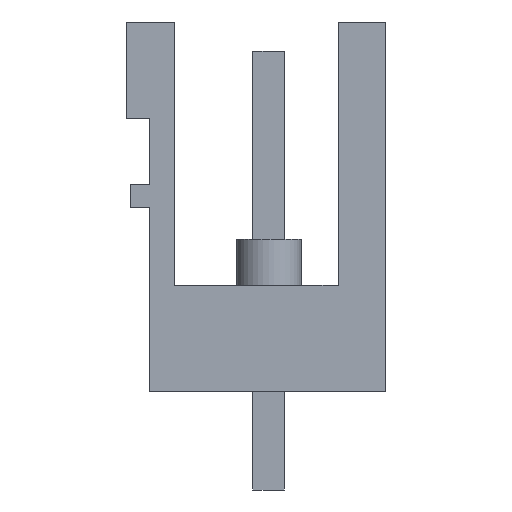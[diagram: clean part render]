
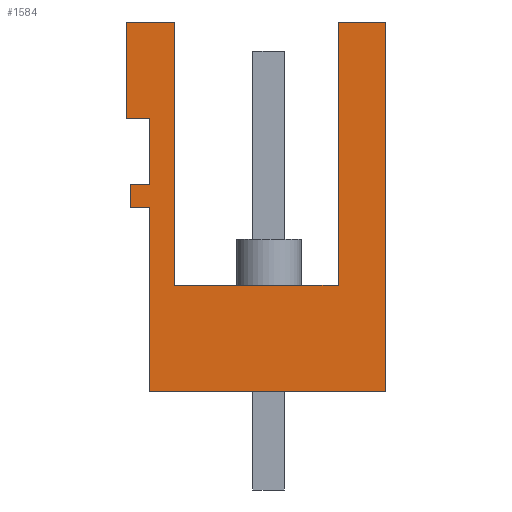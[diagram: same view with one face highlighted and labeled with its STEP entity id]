
A CAD part, left-side view. The second image highlights one B-rep face of the part: STEP entity #1584.
In plain terms, the highlighted planar face has unit normal (-1, 0, 0).
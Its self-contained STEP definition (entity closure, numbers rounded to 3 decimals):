
#1484=AXIS2_PLACEMENT_3D('Plane Axis2P3D',#1481,#1482,#1483) ;
#383=CARTESIAN_POINT('Vertex',(0.,7.68,3.2)) ;
#386=CARTESIAN_POINT('Line Origine',(0.,7.68,6.19)) ;
#390=CARTESIAN_POINT('Vertex',(0.,7.68,9.181)) ;
#1465=CARTESIAN_POINT('Vertex',(0.,0.,3.2)) ;
#1468=CARTESIAN_POINT('Line Origine',(0.,3.84,3.2)) ;
#1481=CARTESIAN_POINT('Axis2P3D Location',(0.,8.43,1.7)) ;
#1486=CARTESIAN_POINT('Line Origine',(0.,0.,9.2)) ;
#1490=CARTESIAN_POINT('Vertex',(0.,0.,15.2)) ;
#1493=CARTESIAN_POINT('Line Origine',(0.,0.775,15.2)) ;
#1497=CARTESIAN_POINT('Vertex',(0.,1.55,15.2)) ;
#1500=CARTESIAN_POINT('Line Origine',(0.,1.55,10.925)) ;
#1504=CARTESIAN_POINT('Vertex',(0.,1.55,6.65)) ;
#1507=CARTESIAN_POINT('Line Origine',(0.,4.206,6.65)) ;
#1511=CARTESIAN_POINT('Vertex',(0.,6.863,6.65)) ;
#1514=CARTESIAN_POINT('Line Origine',(0.,6.863,10.925)) ;
#1518=CARTESIAN_POINT('Vertex',(0.,6.863,15.2)) ;
#1521=CARTESIAN_POINT('Line Origine',(0.,7.647,15.2)) ;
#1525=CARTESIAN_POINT('Vertex',(0.,8.43,15.2)) ;
#1528=CARTESIAN_POINT('Line Origine',(0.,8.43,13.64)) ;
#1532=CARTESIAN_POINT('Vertex',(0.,8.43,12.08)) ;
#1535=CARTESIAN_POINT('Line Origine',(0.,8.055,12.08)) ;
#1539=CARTESIAN_POINT('Vertex',(0.,7.68,12.08)) ;
#1542=CARTESIAN_POINT('Line Origine',(0.,7.68,11.005)) ;
#1546=CARTESIAN_POINT('Vertex',(0.,7.68,9.93)) ;
#1549=CARTESIAN_POINT('Line Origine',(0.,7.99,9.93)) ;
#1553=CARTESIAN_POINT('Vertex',(0.,8.3,9.93)) ;
#1556=CARTESIAN_POINT('Line Origine',(0.,8.3,9.555)) ;
#1560=CARTESIAN_POINT('Vertex',(0.,8.3,9.181)) ;
#1563=CARTESIAN_POINT('Line Origine',(0.,7.99,9.181)) ;
#387=DIRECTION('Vector Direction',(0.,0.,-1.)) ;
#1469=DIRECTION('Vector Direction',(0.,-1.,0.)) ;
#1482=DIRECTION('Axis2P3D Direction',(-1.,0.,0.)) ;
#1483=DIRECTION('Axis2P3D XDirection',(0.,1.,0.)) ;
#1487=DIRECTION('Vector Direction',(0.,0.,1.)) ;
#1494=DIRECTION('Vector Direction',(0.,1.,0.)) ;
#1501=DIRECTION('Vector Direction',(0.,0.,-1.)) ;
#1508=DIRECTION('Vector Direction',(0.,1.,0.)) ;
#1515=DIRECTION('Vector Direction',(0.,0.,1.)) ;
#1522=DIRECTION('Vector Direction',(0.,1.,0.)) ;
#1529=DIRECTION('Vector Direction',(0.,0.,-1.)) ;
#1536=DIRECTION('Vector Direction',(0.,-1.,0.)) ;
#1543=DIRECTION('Vector Direction',(0.,0.,-1.)) ;
#1550=DIRECTION('Vector Direction',(0.,1.,0.)) ;
#1557=DIRECTION('Vector Direction',(0.,0.,-1.)) ;
#1564=DIRECTION('Vector Direction',(0.,-1.,0.)) ;
#388=VECTOR('Line Direction',#387,1.) ;
#1470=VECTOR('Line Direction',#1469,1.) ;
#1488=VECTOR('Line Direction',#1487,1.) ;
#1495=VECTOR('Line Direction',#1494,1.) ;
#1502=VECTOR('Line Direction',#1501,1.) ;
#1509=VECTOR('Line Direction',#1508,1.) ;
#1516=VECTOR('Line Direction',#1515,1.) ;
#1523=VECTOR('Line Direction',#1522,1.) ;
#1530=VECTOR('Line Direction',#1529,1.) ;
#1537=VECTOR('Line Direction',#1536,1.) ;
#1544=VECTOR('Line Direction',#1543,1.) ;
#1551=VECTOR('Line Direction',#1550,1.) ;
#1558=VECTOR('Line Direction',#1557,1.) ;
#1565=VECTOR('Line Direction',#1564,1.) ;
#1569=ORIENTED_EDGE('',*,*,#1492,.T.) ;
#1570=ORIENTED_EDGE('',*,*,#1499,.T.) ;
#1571=ORIENTED_EDGE('',*,*,#1506,.T.) ;
#1572=ORIENTED_EDGE('',*,*,#1513,.T.) ;
#1573=ORIENTED_EDGE('',*,*,#1520,.T.) ;
#1574=ORIENTED_EDGE('',*,*,#1527,.T.) ;
#1575=ORIENTED_EDGE('',*,*,#1534,.T.) ;
#1576=ORIENTED_EDGE('',*,*,#1541,.T.) ;
#1577=ORIENTED_EDGE('',*,*,#1548,.T.) ;
#1578=ORIENTED_EDGE('',*,*,#1555,.T.) ;
#1579=ORIENTED_EDGE('',*,*,#1562,.T.) ;
#1580=ORIENTED_EDGE('',*,*,#1567,.T.) ;
#1581=ORIENTED_EDGE('',*,*,#392,.T.) ;
#1582=ORIENTED_EDGE('',*,*,#1472,.T.) ;
#1584=ADVANCED_FACE('HOUSING',(#1583),#1485,.T.) ;
#392=EDGE_CURVE('',#391,#384,#389,.T.) ;
#1472=EDGE_CURVE('',#384,#1466,#1471,.T.) ;
#1492=EDGE_CURVE('',#1466,#1491,#1489,.T.) ;
#1499=EDGE_CURVE('',#1491,#1498,#1496,.T.) ;
#1506=EDGE_CURVE('',#1498,#1505,#1503,.T.) ;
#1513=EDGE_CURVE('',#1505,#1512,#1510,.T.) ;
#1520=EDGE_CURVE('',#1512,#1519,#1517,.T.) ;
#1527=EDGE_CURVE('',#1519,#1526,#1524,.T.) ;
#1534=EDGE_CURVE('',#1526,#1533,#1531,.T.) ;
#1541=EDGE_CURVE('',#1533,#1540,#1538,.T.) ;
#1548=EDGE_CURVE('',#1540,#1547,#1545,.T.) ;
#1555=EDGE_CURVE('',#1547,#1554,#1552,.T.) ;
#1562=EDGE_CURVE('',#1554,#1561,#1559,.T.) ;
#1567=EDGE_CURVE('',#1561,#391,#1566,.T.) ;
#1568=EDGE_LOOP('',(#1569,#1570,#1571,#1572,#1573,#1574,#1575,#1576,#1577,#1578,#1579,#1580,#1581,#1582)) ;
#1583=FACE_OUTER_BOUND('',#1568,.T.) ;
#389=LINE('Line',#386,#388) ;
#1471=LINE('Line',#1468,#1470) ;
#1489=LINE('Line',#1486,#1488) ;
#1496=LINE('Line',#1493,#1495) ;
#1503=LINE('Line',#1500,#1502) ;
#1510=LINE('Line',#1507,#1509) ;
#1517=LINE('Line',#1514,#1516) ;
#1524=LINE('Line',#1521,#1523) ;
#1531=LINE('Line',#1528,#1530) ;
#1538=LINE('Line',#1535,#1537) ;
#1545=LINE('Line',#1542,#1544) ;
#1552=LINE('Line',#1549,#1551) ;
#1559=LINE('Line',#1556,#1558) ;
#1566=LINE('Line',#1563,#1565) ;
#1485=PLANE('',#1484) ;
#384=VERTEX_POINT('',#383) ;
#391=VERTEX_POINT('',#390) ;
#1466=VERTEX_POINT('',#1465) ;
#1491=VERTEX_POINT('',#1490) ;
#1498=VERTEX_POINT('',#1497) ;
#1505=VERTEX_POINT('',#1504) ;
#1512=VERTEX_POINT('',#1511) ;
#1519=VERTEX_POINT('',#1518) ;
#1526=VERTEX_POINT('',#1525) ;
#1533=VERTEX_POINT('',#1532) ;
#1540=VERTEX_POINT('',#1539) ;
#1547=VERTEX_POINT('',#1546) ;
#1554=VERTEX_POINT('',#1553) ;
#1561=VERTEX_POINT('',#1560) ;
